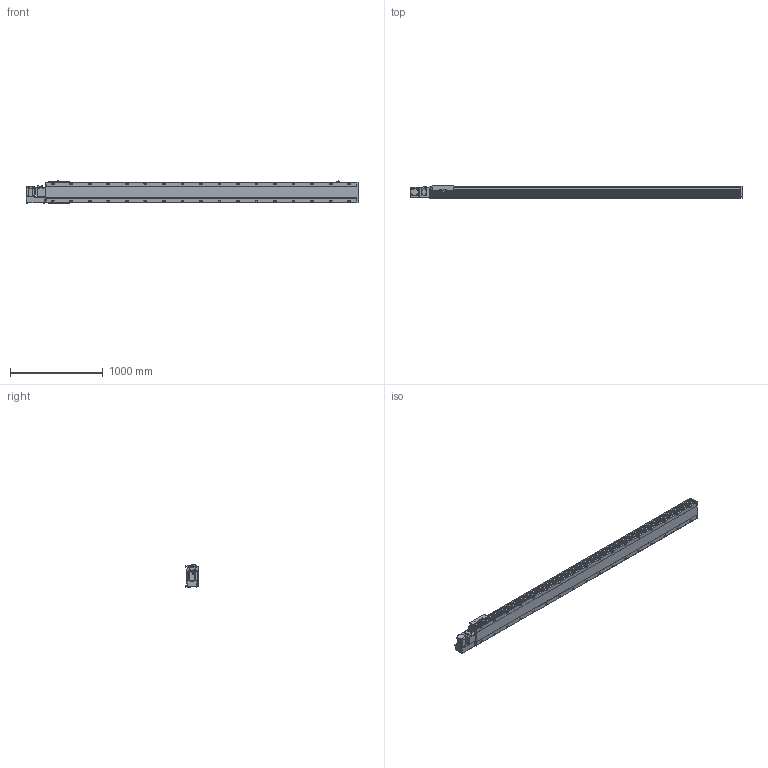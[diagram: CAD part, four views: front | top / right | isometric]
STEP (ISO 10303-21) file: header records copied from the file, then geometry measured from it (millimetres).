
FILE_DESCRIPTION (( 'STEP AP214' ), '1' );
FILE_NAME ('WEX220BL-040LC-2500XXXX.STEP', '2025-02-28T17:11:20', ( '' ), ( '' ), 'SwSTEP 2.0', 'SolidWorks 2022', '' );
FILE_SCHEMA (( 'AUTOMOTIVE_DESIGN' ));
Length unit declared in the file: millimetre
Products named in the file (9): WEX220BL-040LC-2500XXXX; WEX220-3000B-2; WEX220-3000B-3; WEX220-3000BCARRIAGE; WEX220-3000B-5; WEX220-3000BMOTOR; WEX220-3000B-1; WEX220-3000BSENSOR; FANG STICKER
Assembly tree (7 placements, depth 2):
  WEX220BL-040LC-2500XXXX
    WEX220-3000B-2
    WEX220-3000BCARRIAGE
    WEX220-3000B-3
    WEX220-3000BSENSOR  x2
    WEX220-3000BMOTOR
    FANG STICKER
  WEX220-3000B-5
  WEX220-3000B-1
Bounding box: 3582.8 x 134 x 239.56 mm (x, y, z)
Volume: 47222846.3 mm3; surface area: 4438694.8 mm2
Topology: 7 solids, 10 shells, 1761 faces, 4278 edges, 2776 vertices
Faces by surface type: plane 1123, cylinder 466, cone 152, torus 20
Entity records: 48974 total; most frequent: CARTESIAN_POINT 8843, DIRECTION 8264, ORIENTED_EDGE 7924, EDGE_CURVE 3962, VECTOR 2850, LINE 2850, AXIS2_PLACEMENT_3D 2707, VERTEX_POINT 2574
